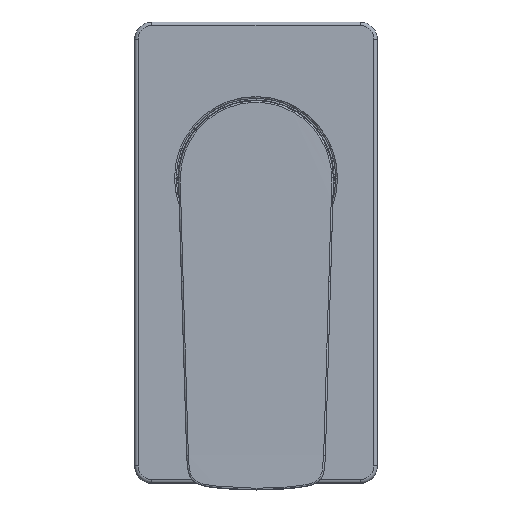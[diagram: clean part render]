
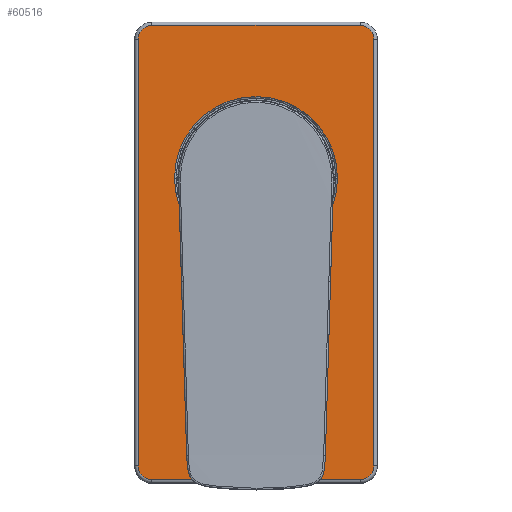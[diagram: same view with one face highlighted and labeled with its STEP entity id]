
A CAD part, top view. The second image highlights one B-rep face of the part: STEP entity #60516.
In plain terms, the highlighted planar face has unit normal (0, 0, 1).
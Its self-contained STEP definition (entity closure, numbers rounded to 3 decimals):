
#59817=CARTESIAN_POINT('',(30.,61.5,5.));
#59818=DIRECTION('',(0.,0.,-1.));
#59819=DIRECTION('',(0.,1.,0.));
#59820=AXIS2_PLACEMENT_3D('',#59817,#59818,#59819);
#59822=CARTESIAN_POINT('',(30.,-61.5,5.));
#59823=DIRECTION('',(0.,0.,-1.));
#59824=DIRECTION('',(1.,0.,0.));
#59825=AXIS2_PLACEMENT_3D('',#59822,#59823,#59824);
#59827=CARTESIAN_POINT('',(-30.,-61.5,5.));
#59828=DIRECTION('',(0.,0.,-1.));
#59829=DIRECTION('',(0.,-1.,0.));
#59830=AXIS2_PLACEMENT_3D('',#59827,#59828,#59829);
#59832=CARTESIAN_POINT('',(-30.,61.5,5.));
#59833=DIRECTION('',(0.,0.,-1.));
#59834=DIRECTION('',(-1.,0.,0.));
#59835=AXIS2_PLACEMENT_3D('',#59832,#59833,#59834);
#59837=CARTESIAN_POINT('',(0.,21.5,5.));
#59838=DIRECTION('',(0.,0.,1.));
#59839=DIRECTION('',(-1.,0.,0.));
#59840=AXIS2_PLACEMENT_3D('',#59837,#59838,#59839);
#59842=CARTESIAN_POINT('',(0.,21.5,5.));
#59843=DIRECTION('',(0.,0.,1.));
#59844=DIRECTION('',(1.,0.,0.));
#59845=AXIS2_PLACEMENT_3D('',#59842,#59843,#59844);
#59847=DIRECTION('',(0.,1.,0.));
#59848=VECTOR('',#59847,123.);
#59849=CARTESIAN_POINT('',(34.,-61.5,5.));
#59850=LINE('',#59849,#59848);
#59882=DIRECTION('',(1.,0.,0.));
#59883=VECTOR('',#59882,60.);
#59884=CARTESIAN_POINT('',(-30.,-65.5,5.));
#59885=LINE('',#59884,#59883);
#59917=DIRECTION('',(0.,-1.,0.));
#59918=VECTOR('',#59917,123.);
#59919=CARTESIAN_POINT('',(-34.,61.5,5.));
#59920=LINE('',#59919,#59918);
#59952=DIRECTION('',(-1.,0.,0.));
#59953=VECTOR('',#59952,60.);
#59954=CARTESIAN_POINT('',(30.,65.5,5.));
#59955=LINE('',#59954,#59953);
#60296=CARTESIAN_POINT('',(30.,65.5,5.));
#60297=CARTESIAN_POINT('',(34.,61.5,5.));
#60298=VERTEX_POINT('',#60296);
#60299=VERTEX_POINT('',#60297);
#60300=CARTESIAN_POINT('',(34.,-61.5,5.));
#60301=VERTEX_POINT('',#60300);
#60302=CARTESIAN_POINT('',(30.,-65.5,5.));
#60303=VERTEX_POINT('',#60302);
#60304=CARTESIAN_POINT('',(-30.,-65.5,5.));
#60305=VERTEX_POINT('',#60304);
#60306=CARTESIAN_POINT('',(-34.,-61.5,5.));
#60307=VERTEX_POINT('',#60306);
#60308=CARTESIAN_POINT('',(-34.,61.5,5.));
#60309=VERTEX_POINT('',#60308);
#60310=CARTESIAN_POINT('',(-30.,65.5,5.));
#60311=VERTEX_POINT('',#60310);
#60312=CARTESIAN_POINT('',(-23.5,21.5,5.));
#60313=CARTESIAN_POINT('',(23.5,21.5,5.));
#60314=VERTEX_POINT('',#60312);
#60315=VERTEX_POINT('',#60313);
#60488=CARTESIAN_POINT('',(0.,0.,5.));
#60489=DIRECTION('',(0.,0.,1.));
#60490=DIRECTION('',(1.,0.,0.));
#60491=AXIS2_PLACEMENT_3D('',#60488,#60489,#60490);
#60492=PLANE('',#60491);
#60493=ORIENTED_EDGE('',*,*,#60478,.T.);
#60495=ORIENTED_EDGE('',*,*,#60494,.F.);
#60497=ORIENTED_EDGE('',*,*,#60496,.T.);
#60499=ORIENTED_EDGE('',*,*,#60498,.F.);
#60501=ORIENTED_EDGE('',*,*,#60500,.T.);
#60503=ORIENTED_EDGE('',*,*,#60502,.F.);
#60505=ORIENTED_EDGE('',*,*,#60504,.T.);
#60507=ORIENTED_EDGE('',*,*,#60506,.F.);
#60508=EDGE_LOOP('',(#60493,#60495,#60497,#60499,#60501,#60503,#60505,#60507));
#60509=FACE_OUTER_BOUND('',#60508,.F.);
#60511=ORIENTED_EDGE('',*,*,#60510,.T.);
#60513=ORIENTED_EDGE('',*,*,#60512,.T.);
#60514=EDGE_LOOP('',(#60511,#60513));
#60515=FACE_BOUND('',#60514,.F.);
#60516=ADVANCED_FACE('',(#60509,#60515),#60492,.T.);
#59821=CIRCLE('',#59820,4.);
#59826=CIRCLE('',#59825,4.);
#59831=CIRCLE('',#59830,4.);
#59836=CIRCLE('',#59835,4.);
#59841=CIRCLE('',#59840,23.5);
#59846=CIRCLE('',#59845,23.5);
#60478=EDGE_CURVE('',#60298,#60299,#59821,.T.);
#60494=EDGE_CURVE('',#60301,#60299,#59850,.T.);
#60496=EDGE_CURVE('',#60301,#60303,#59826,.T.);
#60498=EDGE_CURVE('',#60305,#60303,#59885,.T.);
#60500=EDGE_CURVE('',#60305,#60307,#59831,.T.);
#60502=EDGE_CURVE('',#60309,#60307,#59920,.T.);
#60504=EDGE_CURVE('',#60309,#60311,#59836,.T.);
#60506=EDGE_CURVE('',#60298,#60311,#59955,.T.);
#60510=EDGE_CURVE('',#60314,#60315,#59841,.T.);
#60512=EDGE_CURVE('',#60315,#60314,#59846,.T.);
